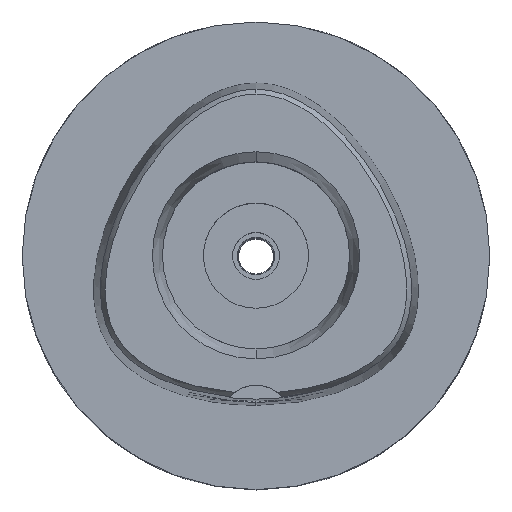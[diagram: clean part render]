
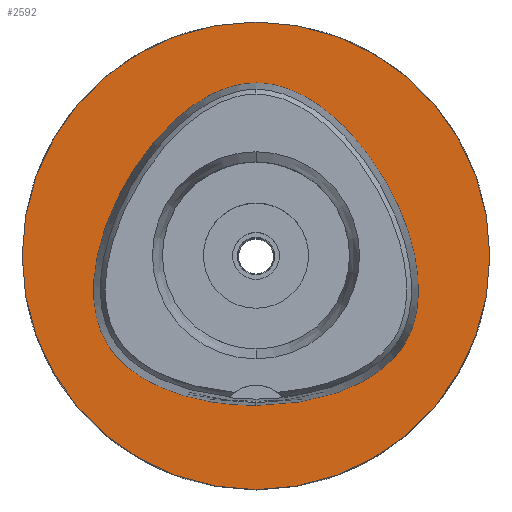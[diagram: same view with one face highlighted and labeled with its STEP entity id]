
A CAD part, top view. The second image highlights one B-rep face of the part: STEP entity #2592.
In plain terms, the highlighted planar face has unit normal (0, 0, 1).
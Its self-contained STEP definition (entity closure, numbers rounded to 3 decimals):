
#323=CARTESIAN_POINT('',(0.,0.,0.));
#324=DIRECTION('',(0.,0.,-1.));
#325=DIRECTION('',(0.,-1.,0.));
#326=AXIS2_PLACEMENT_3D('',#323,#324,#325);
#331=CARTESIAN_POINT('',(0.,0.,0.));
#332=DIRECTION('',(0.,0.,-1.));
#333=DIRECTION('',(0.,1.,0.));
#334=AXIS2_PLACEMENT_3D('',#331,#332,#333);
#339=CARTESIAN_POINT('',(0.,-25.575,0.));
#340=CARTESIAN_POINT('',(1.193,-25.575,0.));
#341=CARTESIAN_POINT('',(3.526,-25.489,
0.));
#342=CARTESIAN_POINT('',(6.914,-25.116,
0.));
#343=CARTESIAN_POINT('',(10.046,-24.531,0.));
#344=CARTESIAN_POINT('',(12.876,-23.776,0.));
#345=CARTESIAN_POINT('',(15.378,-22.893,0.));
#346=CARTESIAN_POINT('',(17.559,-21.918,0.));
#347=CARTESIAN_POINT('',(19.441,-20.879,0.));
#348=CARTESIAN_POINT('',(21.053,-19.795,0.));
#349=CARTESIAN_POINT('',(22.427,-18.681,0.));
#350=CARTESIAN_POINT('',(23.593,-17.543,0.));
#351=CARTESIAN_POINT('',(24.576,-16.38,0.));
#352=CARTESIAN_POINT('',(25.391,-15.202,0.));
#353=CARTESIAN_POINT('',(26.074,-13.973,0.));
#354=CARTESIAN_POINT('',(26.656,-12.634,0.));
#355=CARTESIAN_POINT('',(27.135,-11.155,0.));
#356=CARTESIAN_POINT('',(27.499,-9.524,0.));
#357=CARTESIAN_POINT('',(27.731,-7.715,0.));
#358=CARTESIAN_POINT('',(27.809,-5.708,0.));
#359=CARTESIAN_POINT('',(27.704,-3.484,0.));
#360=CARTESIAN_POINT('',(27.382,-1.029,0.));
#361=CARTESIAN_POINT('',(26.807,1.657,0.));
#362=CARTESIAN_POINT('',(25.948,4.551,0.));
#363=CARTESIAN_POINT('',(24.784,7.605,0.));
#364=CARTESIAN_POINT('',(23.316,10.736,0.));
#365=CARTESIAN_POINT('',(21.576,13.835,0.));
#366=CARTESIAN_POINT('',(19.643,16.756,0.));
#367=CARTESIAN_POINT('',(17.601,19.396,0.));
#368=CARTESIAN_POINT('',(15.522,21.703,0.));
#369=CARTESIAN_POINT('',(13.467,23.658,0.));
#370=CARTESIAN_POINT('',(11.475,25.271,0.));
#371=CARTESIAN_POINT('',(9.571,26.57,0.));
#372=CARTESIAN_POINT('',(7.762,27.59,0.));
#373=CARTESIAN_POINT('',(6.05,28.367,0.));
#374=CARTESIAN_POINT('',(4.427,28.932,0.));
#375=CARTESIAN_POINT('',(2.884,29.312,0.));
#376=CARTESIAN_POINT('',(1.411,29.529,
0.));
#377=CARTESIAN_POINT('',(0.464,29.575,
0.));
#378=CARTESIAN_POINT('',(0.,29.575,
0.));
#383=CARTESIAN_POINT('',(0.,29.575,
0.));
#384=CARTESIAN_POINT('',(-0.464,29.575,
0.));
#385=CARTESIAN_POINT('',(-1.411,29.529,
0.));
#386=CARTESIAN_POINT('',(-2.883,29.312,
0.));
#387=CARTESIAN_POINT('',(-4.426,28.932,0.));
#388=CARTESIAN_POINT('',(-6.048,28.368,0.));
#389=CARTESIAN_POINT('',(-7.76,27.592,0.));
#390=CARTESIAN_POINT('',(-9.568,26.572,0.));
#391=CARTESIAN_POINT('',(-11.472,25.274,0.));
#392=CARTESIAN_POINT('',(-13.463,23.661,0.));
#393=CARTESIAN_POINT('',(-15.517,21.708,0.));
#394=CARTESIAN_POINT('',(-17.595,19.403,0.));
#395=CARTESIAN_POINT('',(-19.638,16.764,0.));
#396=CARTESIAN_POINT('',(-21.57,13.846,0.));
#397=CARTESIAN_POINT('',(-23.31,10.748,0.));
#398=CARTESIAN_POINT('',(-24.779,7.618,0.));
#399=CARTESIAN_POINT('',(-25.944,4.565,0.));
#400=CARTESIAN_POINT('',(-26.804,1.672,0.));
#401=CARTESIAN_POINT('',(-27.379,-1.014,0.));
#402=CARTESIAN_POINT('',(-27.702,-3.469,0.));
#403=CARTESIAN_POINT('',(-27.809,-5.694,0.));
#404=CARTESIAN_POINT('',(-27.732,-7.701,0.));
#405=CARTESIAN_POINT('',(-27.501,-9.51,0.));
#406=CARTESIAN_POINT('',(-27.139,-11.143,0.));
#407=CARTESIAN_POINT('',(-26.661,-12.621,0.));
#408=CARTESIAN_POINT('',(-26.079,-13.964,0.));
#409=CARTESIAN_POINT('',(-25.392,-15.201,0.));
#410=CARTESIAN_POINT('',(-24.574,-16.382,0.));
#411=CARTESIAN_POINT('',(-23.594,-17.542,0.));
#412=CARTESIAN_POINT('',(-22.428,-18.681,0.));
#413=CARTESIAN_POINT('',(-21.054,-19.795,0.));
#414=CARTESIAN_POINT('',(-19.442,-20.878,0.));
#415=CARTESIAN_POINT('',(-17.561,-21.917,0.));
#416=CARTESIAN_POINT('',(-15.379,-22.893,0.));
#417=CARTESIAN_POINT('',(-12.877,-23.776,0.));
#418=CARTESIAN_POINT('',(-10.047,-24.531,0.));
#419=CARTESIAN_POINT('',(-6.915,-25.116,
0.));
#420=CARTESIAN_POINT('',(-3.526,-25.489,
0.));
#421=CARTESIAN_POINT('',(-1.193,-25.575,0.));
#422=CARTESIAN_POINT('',(0.,-25.575,0.));
#1669=VERTEX_POINT('',#383);
#1670=VERTEX_POINT('',#422);
#1675=CARTESIAN_POINT('',(0.,-40.,0.));
#1676=CARTESIAN_POINT('',(0.,40.,0.));
#1677=VERTEX_POINT('',#1675);
#1678=VERTEX_POINT('',#1676);
#2576=CARTESIAN_POINT('',(0.,0.,0.));
#2577=DIRECTION('',(0.,0.,-1.));
#2578=DIRECTION('',(0.,-1.,0.));
#2579=AXIS2_PLACEMENT_3D('',#2576,#2577,#2578);
#2580=PLANE('',#2579);
#2582=ORIENTED_EDGE('',*,*,#2581,.T.);
#2584=ORIENTED_EDGE('',*,*,#2583,.T.);
#2585=EDGE_LOOP('',(#2582,#2584));
#2586=FACE_OUTER_BOUND('',#2585,.F.);
#2588=ORIENTED_EDGE('',*,*,#2587,.T.);
#2589=ORIENTED_EDGE('',*,*,#2559,.T.);
#2590=EDGE_LOOP('',(#2588,#2589));
#2591=FACE_BOUND('',#2590,.F.);
#327=CIRCLE('',#326,40.);
#335=CIRCLE('',#334,40.);
#379=B_SPLINE_CURVE_WITH_KNOTS('',3,(#339,#340,#341,#342,#343,#344,#345,#346,
#347,#348,#349,#350,#351,#352,#353,#354,#355,#356,#357,#358,#359,#360,#361,#362,
#363,#364,#365,#366,#367,#368,#369,#370,#371,#372,#373,#374,#375,#376,#377,
#378),.UNSPECIFIED.,.F.,.F.,(4,1,1,1,1,1,1,1,1,1,1,1,1,1,1,1,1,1,1,1,1,1,1,1,1,
1,1,1,1,1,1,1,1,1,1,1,1,4),(0.,0.027,0.054,
0.081,0.108,0.135,0.162,
0.189,0.216,0.243,0.27,
0.297,0.324,0.351,0.378,
0.405,0.432,0.459,0.486,
0.514,0.541,0.568,0.595,
0.622,0.649,0.676,0.703,
0.73,0.757,0.784,0.811,
0.838,0.865,0.892,0.919,
0.946,0.973,1.),.UNSPECIFIED.);
#423=B_SPLINE_CURVE_WITH_KNOTS('',3,(#383,#384,#385,#386,#387,#388,#389,#390,
#391,#392,#393,#394,#395,#396,#397,#398,#399,#400,#401,#402,#403,#404,#405,#406,
#407,#408,#409,#410,#411,#412,#413,#414,#415,#416,#417,#418,#419,#420,#421,
#422),.UNSPECIFIED.,.F.,.F.,(4,1,1,1,1,1,1,1,1,1,1,1,1,1,1,1,1,1,1,1,1,1,1,1,1,
1,1,1,1,1,1,1,1,1,1,1,1,4),(0.,0.027,0.054,
0.081,0.108,0.135,0.162,
0.189,0.216,0.243,0.27,
0.297,0.324,0.351,0.378,
0.405,0.432,0.459,0.486,
0.514,0.541,0.568,0.595,
0.622,0.649,0.676,0.703,
0.73,0.757,0.784,0.811,
0.838,0.865,0.892,0.919,
0.946,0.973,1.),.UNSPECIFIED.);
#2559=EDGE_CURVE('',#1669,#1670,#423,.T.);
#2581=EDGE_CURVE('',#1677,#1678,#327,.T.);
#2583=EDGE_CURVE('',#1678,#1677,#335,.T.);
#2587=EDGE_CURVE('',#1670,#1669,#379,.T.);
#2592=ADVANCED_FACE('',(#2586,#2591),#2580,.F.);
